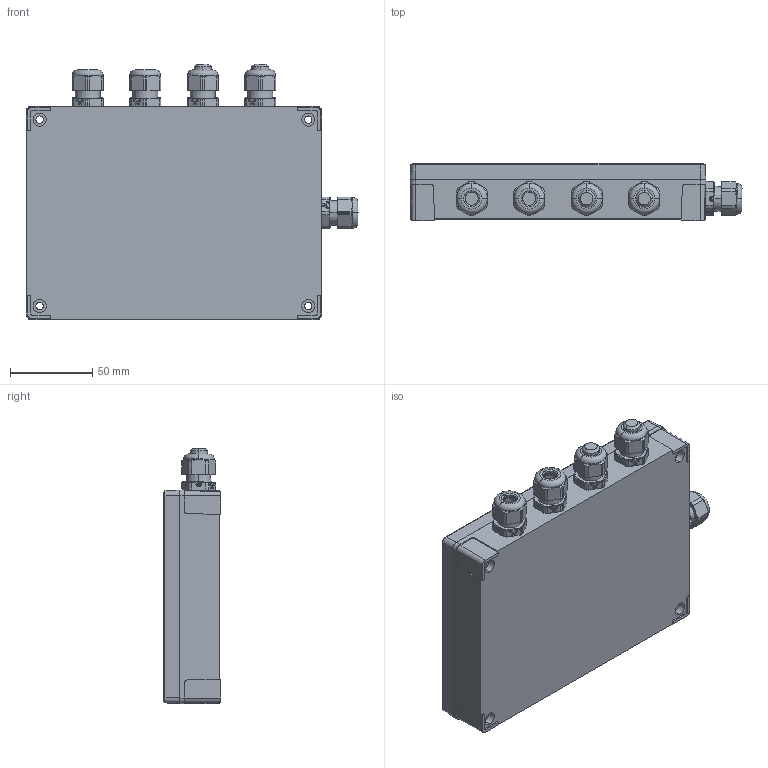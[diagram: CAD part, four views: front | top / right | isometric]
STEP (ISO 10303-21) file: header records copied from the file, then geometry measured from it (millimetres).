
FILE_DESCRIPTION (( 'STEP AP214' ), '1' );
FILE_NAME ('CE41N.STEP', '2024-11-05T14:05:40', ( '' ), ( '' ), 'SwSTEP 2.0', 'SolidWorks 2021', '' );
FILE_SCHEMA (( 'AUTOMOTIVE_DESIGN' ));
Length unit declared in the file: inch
Products named in the file (1): CE41N
Bounding box: 202.05 x 35 x 155.53 mm (x, y, z)
Volume: 232806.2 mm3; surface area: 159395.9 mm2
Topology: 19 solids, 19 shells, 3280 faces, 8693 edges, 5695 vertices
Faces by surface type: plane 1660, cylinder 1276, cone 222, torus 112, bspline 10
Entity records: 103568 total; most frequent: CARTESIAN_POINT 19371, DIRECTION 18050, ORIENTED_EDGE 17386, EDGE_CURVE 8693, AXIS2_PLACEMENT_3D 6368, VERTEX_POINT 5695, LINE 5314, VECTOR 5314
